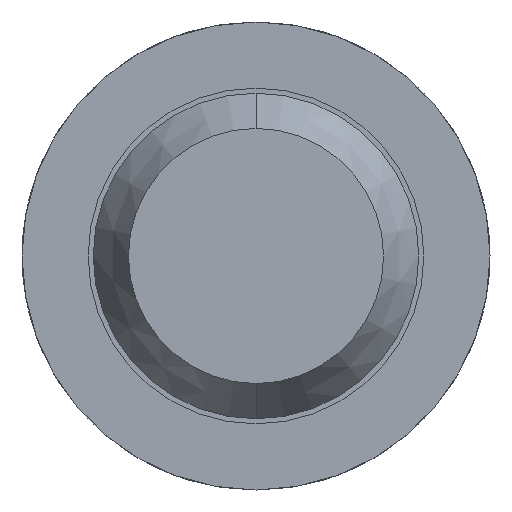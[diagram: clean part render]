
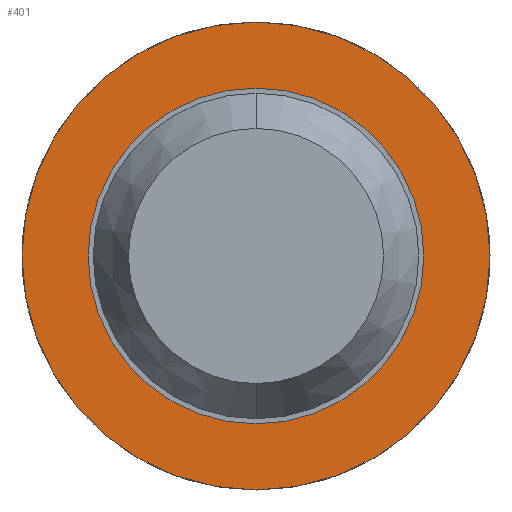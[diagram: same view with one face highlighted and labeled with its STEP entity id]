
A CAD part, front view. The second image highlights one B-rep face of the part: STEP entity #401.
In plain terms, the highlighted planar face has unit normal (0, -1, 0).
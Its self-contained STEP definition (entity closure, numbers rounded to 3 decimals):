
#401 = ADVANCED_FACE ( 'Defeature ausgef�hrt3_14', ( #896, #2998 ), #3590, .F. ) ;
#507 = DIRECTION ( 'NONE',  ( 0., 0., 1. ) ) ;
#612 = DIRECTION ( 'NONE',  ( 0., 1., 0. ) ) ;
#616 = DIRECTION ( 'NONE',  ( 0., 0., 1. ) ) ;
#896 = FACE_OUTER_BOUND ( 'NONE', #2002, .T. ) ;
#993 = EDGE_CURVE ( 'Defeature ausgef�hrt3_10+Defeature ausgef�hrt3_14+Defeature ausgef�hrt3_14+Defeature ausgef�hrt3_14', #2116, #3896, #3744, .T. ) ;
#1103 = CARTESIAN_POINT ( 'NONE',  ( 0., -1.7, -0.825 ) ) ;
#1220 = ORIENTED_EDGE ( 'NONE', *, *, #993, .F. ) ;
#1693 = CARTESIAN_POINT ( 'NONE',  ( 0., -1.7, 0. ) ) ;
#1753 = ORIENTED_EDGE ( 'NONE', *, *, #4631, .F. ) ;
#2002 = EDGE_LOOP ( 'NONE', ( #1753, #1220 ) ) ;
#2116 = VERTEX_POINT ( 'NONE', #4183 ) ;
#2163 = AXIS2_PLACEMENT_3D ( 'NONE', #3399, #2338, #507 ) ;
#2307 = EDGE_LOOP ( 'NONE', ( #3777, #4328 ) ) ;
#2338 = DIRECTION ( 'NONE',  ( 0., 1., 0. ) ) ;
#2429 = VERTEX_POINT ( 'NONE', #1103 ) ;
#2471 = CARTESIAN_POINT ( 'NONE',  ( 0., -1.7, 1.15 ) ) ;
#2482 = CARTESIAN_POINT ( 'NONE',  ( 0., -1.7, 0.825 ) ) ;
#2596 = AXIS2_PLACEMENT_3D ( 'NONE', #2835, #612, #3190 ) ;
#2600 = CIRCLE ( 'NONE', #4205, 0.825 ) ;
#2758 = AXIS2_PLACEMENT_3D ( 'NONE', #4047, #3323, #4065 ) ;
#2835 = CARTESIAN_POINT ( 'NONE',  ( 0.825, -1.7, 0. ) ) ;
#2849 = DIRECTION ( 'NONE',  ( 0., 1., 0. ) ) ;
#2935 = DIRECTION ( 'NONE',  ( 0., 1., 0. ) ) ;
#2998 = FACE_BOUND ( 'NONE', #2307, .T. ) ;
#3190 = DIRECTION ( 'NONE',  ( 0., 0., 1. ) ) ;
#3323 = DIRECTION ( 'NONE',  ( 0., 1., 0. ) ) ;
#3399 = CARTESIAN_POINT ( 'NONE',  ( 0., -1.7, 0. ) ) ;
#3590 = PLANE ( 'NONE',  #2596 ) ;
#3744 = CIRCLE ( 'NONE', #2758, 1.15 ) ;
#3777 = ORIENTED_EDGE ( 'NONE', *, *, #3888, .T. ) ;
#3888 = EDGE_CURVE ( 'Defeature ausgef�hrt3_14+Defeature ausgef�hrt3_13+Defeature ausgef�hrt3_13+Defeature ausgef�hrt3_13', #4300, #2429, #4024, .T. ) ;
#3896 = VERTEX_POINT ( 'NONE', #2471 ) ;
#4018 = CARTESIAN_POINT ( 'NONE',  ( 0., -1.7, 0. ) ) ;
#4024 = CIRCLE ( 'NONE', #4462, 0.825 ) ;
#4047 = CARTESIAN_POINT ( 'NONE',  ( 0., -1.7, 0. ) ) ;
#4065 = DIRECTION ( 'NONE',  ( 0., 0., 1. ) ) ;
#4183 = CARTESIAN_POINT ( 'NONE',  ( 0., -1.7, -1.15 ) ) ;
#4205 = AXIS2_PLACEMENT_3D ( 'NONE', #1693, #2849, #616 ) ;
#4283 = EDGE_CURVE ( 'Defeature ausgef�hrt3_14+Defeature ausgef�hrt3_13+Defeature ausgef�hrt3_13+Defeature ausgef�hrt3_13', #2429, #4300, #2600, .T. ) ;
#4300 = VERTEX_POINT ( 'NONE', #2482 ) ;
#4328 = ORIENTED_EDGE ( 'NONE', *, *, #4283, .T. ) ;
#4343 = DIRECTION ( 'NONE',  ( 0., 0., 1. ) ) ;
#4396 = CIRCLE ( 'NONE', #2163, 1.15 ) ;
#4462 = AXIS2_PLACEMENT_3D ( 'NONE', #4018, #2935, #4343 ) ;
#4631 = EDGE_CURVE ( 'Defeature ausgef�hrt3_10+Defeature ausgef�hrt3_14+Defeature ausgef�hrt3_14+Defeature ausgef�hrt3_14', #3896, #2116, #4396, .T. ) ;
